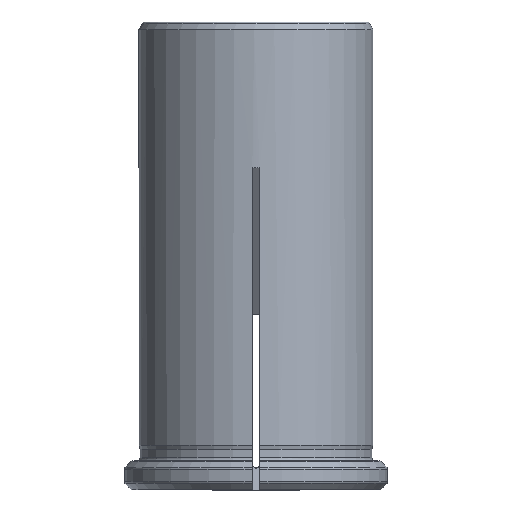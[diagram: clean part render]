
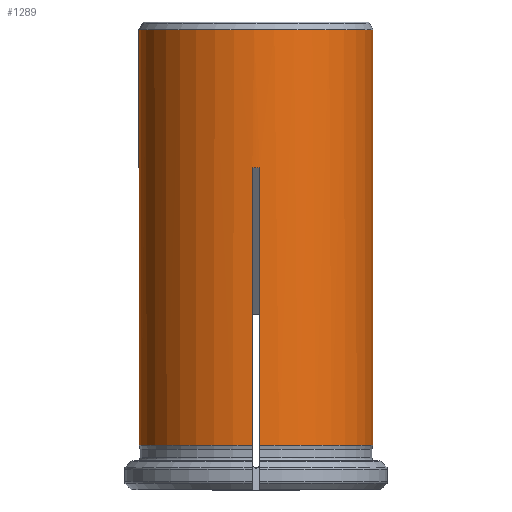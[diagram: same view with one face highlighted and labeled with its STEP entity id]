
A CAD part, front view. The second image highlights one B-rep face of the part: STEP entity #1289.
In plain terms, the highlighted cylindrical face has radius 16 mm (diameter 32 mm), a full revolution.
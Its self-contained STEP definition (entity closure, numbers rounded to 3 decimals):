
#151=CIRCLE('',#1382,16.);
#152=CIRCLE('',#1384,16.);
#153=CIRCLE('',#1386,16.);
#154=CIRCLE('',#1388,16.);
#155=CIRCLE('',#1390,16.);
#223=LINE('',#1939,#291);
#224=LINE('',#1944,#292);
#225=LINE('',#1948,#293);
#226=LINE('',#1952,#294);
#227=LINE('',#1956,#295);
#228=LINE('',#1960,#296);
#229=LINE('',#1964,#297);
#230=LINE('',#1968,#298);
#291=VECTOR('',#1567,1000.);
#292=VECTOR('',#1570,1000.);
#293=VECTOR('',#1573,1000.);
#294=VECTOR('',#1576,1000.);
#295=VECTOR('',#1579,1000.);
#296=VECTOR('',#1582,1000.);
#297=VECTOR('',#1585,1000.);
#298=VECTOR('',#1588,1000.);
#374=ORIENTED_EDGE('',*,*,#780,.T.);
#375=ORIENTED_EDGE('',*,*,#781,.F.);
#376=ORIENTED_EDGE('',*,*,#782,.F.);
#377=ORIENTED_EDGE('',*,*,#783,.T.);
#378=ORIENTED_EDGE('',*,*,#784,.F.);
#379=ORIENTED_EDGE('',*,*,#785,.F.);
#380=ORIENTED_EDGE('',*,*,#786,.F.);
#381=ORIENTED_EDGE('',*,*,#787,.T.);
#382=ORIENTED_EDGE('',*,*,#788,.F.);
#383=ORIENTED_EDGE('',*,*,#789,.F.);
#384=ORIENTED_EDGE('',*,*,#790,.F.);
#385=ORIENTED_EDGE('',*,*,#791,.T.);
#386=ORIENTED_EDGE('',*,*,#792,.F.);
#387=ORIENTED_EDGE('',*,*,#793,.F.);
#388=ORIENTED_EDGE('',*,*,#794,.F.);
#389=ORIENTED_EDGE('',*,*,#795,.T.);
#390=ORIENTED_EDGE('',*,*,#796,.F.);
#780=EDGE_CURVE('',#983,#983,#151,.T.);
#781=EDGE_CURVE('',#984,#985,#223,.F.);
#782=EDGE_CURVE('',#986,#984,#1095,.T.);
#783=EDGE_CURVE('',#986,#987,#224,.F.);
#784=EDGE_CURVE('',#988,#987,#152,.F.);
#785=EDGE_CURVE('',#989,#988,#225,.F.);
#786=EDGE_CURVE('',#990,#989,#1096,.T.);
#787=EDGE_CURVE('',#990,#991,#226,.F.);
#788=EDGE_CURVE('',#992,#991,#153,.F.);
#789=EDGE_CURVE('',#993,#992,#227,.F.);
#790=EDGE_CURVE('',#994,#993,#1097,.T.);
#791=EDGE_CURVE('',#994,#995,#228,.F.);
#792=EDGE_CURVE('',#996,#995,#154,.F.);
#793=EDGE_CURVE('',#997,#996,#229,.F.);
#794=EDGE_CURVE('',#998,#997,#1098,.T.);
#795=EDGE_CURVE('',#998,#999,#230,.F.);
#796=EDGE_CURVE('',#985,#999,#155,.F.);
#983=VERTEX_POINT('',#1938);
#984=VERTEX_POINT('',#1940);
#985=VERTEX_POINT('',#1941);
#986=VERTEX_POINT('',#1943);
#987=VERTEX_POINT('',#1945);
#988=VERTEX_POINT('',#1947);
#989=VERTEX_POINT('',#1949);
#990=VERTEX_POINT('',#1951);
#991=VERTEX_POINT('',#1953);
#992=VERTEX_POINT('',#1955);
#993=VERTEX_POINT('',#1957);
#994=VERTEX_POINT('',#1959);
#995=VERTEX_POINT('',#1961);
#996=VERTEX_POINT('',#1963);
#997=VERTEX_POINT('',#1965);
#998=VERTEX_POINT('',#1967);
#999=VERTEX_POINT('',#1969);
#1095=ELLIPSE('',#1383,27.324,16.);
#1096=ELLIPSE('',#1385,27.324,16.);
#1097=ELLIPSE('',#1387,27.324,16.);
#1098=ELLIPSE('',#1389,27.324,16.);
#1107=EDGE_LOOP('',(#374));
#1108=EDGE_LOOP('',(#375,#376,#377,#378,#379,#380,#381,#382,#383,#384,#385,
#386,#387,#388,#389,#390));
#1195=FACE_BOUND('',#1107,.T.);
#1196=FACE_BOUND('',#1108,.T.);
#1276=CYLINDRICAL_SURFACE('',#1381,16.);
#1289=ADVANCED_FACE('',(#1195,#1196),#1276,.T.);
#1381=AXIS2_PLACEMENT_3D('',#1936,#1563,#1564);
#1382=AXIS2_PLACEMENT_3D('',#1937,#1565,#1566);
#1383=AXIS2_PLACEMENT_3D('',#1942,#1568,#1569);
#1384=AXIS2_PLACEMENT_3D('',#1946,#1571,#1572);
#1385=AXIS2_PLACEMENT_3D('',#1950,#1574,#1575);
#1386=AXIS2_PLACEMENT_3D('',#1954,#1577,#1578);
#1387=AXIS2_PLACEMENT_3D('',#1958,#1580,#1581);
#1388=AXIS2_PLACEMENT_3D('',#1962,#1583,#1584);
#1389=AXIS2_PLACEMENT_3D('',#1966,#1586,#1587);
#1390=AXIS2_PLACEMENT_3D('',#1970,#1589,#1590);
#1563=DIRECTION('',(0.,0.,1.));
#1564=DIRECTION('',(1.,0.,0.));
#1565=DIRECTION('',(0.,0.,-1.));
#1566=DIRECTION('',(-1.,0.,0.));
#1567=DIRECTION('',(0.,0.,1.));
#1568=DIRECTION('',(0.,-0.811,-0.586));
#1569=DIRECTION('',(0.,-0.586,0.811));
#1570=DIRECTION('',(0.,0.,1.));
#1571=DIRECTION('',(0.,0.,1.));
#1572=DIRECTION('',(1.,0.,0.));
#1573=DIRECTION('',(0.,0.,1.));
#1574=DIRECTION('',(0.811,0.,-0.586));
#1575=DIRECTION('',(0.586,0.,0.811));
#1576=DIRECTION('',(0.,0.,1.));
#1577=DIRECTION('',(0.,0.,1.));
#1578=DIRECTION('',(1.,0.,0.));
#1579=DIRECTION('',(0.,0.,1.));
#1580=DIRECTION('',(0.,0.811,-0.586));
#1581=DIRECTION('',(0.,0.586,0.811));
#1582=DIRECTION('',(0.,0.,1.));
#1583=DIRECTION('',(0.,0.,1.));
#1584=DIRECTION('',(1.,0.,0.));
#1585=DIRECTION('',(0.,0.,1.));
#1586=DIRECTION('',(-0.811,0.,-0.586));
#1587=DIRECTION('',(-0.586,0.,0.811));
#1588=DIRECTION('',(0.,0.,1.));
#1589=DIRECTION('',(0.,0.,1.));
#1590=DIRECTION('',(1.,0.,0.));
#1936=CARTESIAN_POINT('',(0.,0.,60.));
#1937=CARTESIAN_POINT('',(0.,0.,58.973));
#1938=CARTESIAN_POINT('',(-16.,0.,58.973));
#1939=CARTESIAN_POINT('',(-0.5,-15.992,60.));
#1940=CARTESIAN_POINT('',(-0.5,-15.992,40.063));
#1941=CARTESIAN_POINT('',(-0.5,-15.992,2.127));
#1942=CARTESIAN_POINT('',(0.,0.,17.923));
#1943=CARTESIAN_POINT('',(0.5,-15.992,40.063));
#1944=CARTESIAN_POINT('',(0.5,-15.992,60.));
#1945=CARTESIAN_POINT('',(0.5,-15.992,2.127));
#1946=CARTESIAN_POINT('',(0.,0.,2.127));
#1947=CARTESIAN_POINT('',(15.992,-0.5,2.127));
#1948=CARTESIAN_POINT('',(15.992,-0.5,60.));
#1949=CARTESIAN_POINT('',(15.992,-0.5,40.063));
#1950=CARTESIAN_POINT('',(0.,0.,17.923));
#1951=CARTESIAN_POINT('',(15.992,0.5,40.063));
#1952=CARTESIAN_POINT('',(15.992,0.5,60.));
#1953=CARTESIAN_POINT('',(15.992,0.5,2.127));
#1954=CARTESIAN_POINT('',(0.,0.,2.127));
#1955=CARTESIAN_POINT('',(0.5,15.992,2.127));
#1956=CARTESIAN_POINT('',(0.5,15.992,60.));
#1957=CARTESIAN_POINT('',(0.5,15.992,40.063));
#1958=CARTESIAN_POINT('',(0.,0.,17.923));
#1959=CARTESIAN_POINT('',(-0.5,15.992,40.063));
#1960=CARTESIAN_POINT('',(-0.5,15.992,60.));
#1961=CARTESIAN_POINT('',(-0.5,15.992,2.127));
#1962=CARTESIAN_POINT('',(0.,0.,2.127));
#1963=CARTESIAN_POINT('',(-15.992,0.5,2.127));
#1964=CARTESIAN_POINT('',(-15.992,0.5,60.));
#1965=CARTESIAN_POINT('',(-15.992,0.5,40.063));
#1966=CARTESIAN_POINT('',(0.,0.,17.923));
#1967=CARTESIAN_POINT('',(-15.992,-0.5,40.063));
#1968=CARTESIAN_POINT('',(-15.992,-0.5,60.));
#1969=CARTESIAN_POINT('',(-15.992,-0.5,2.127));
#1970=CARTESIAN_POINT('',(0.,0.,2.127));
